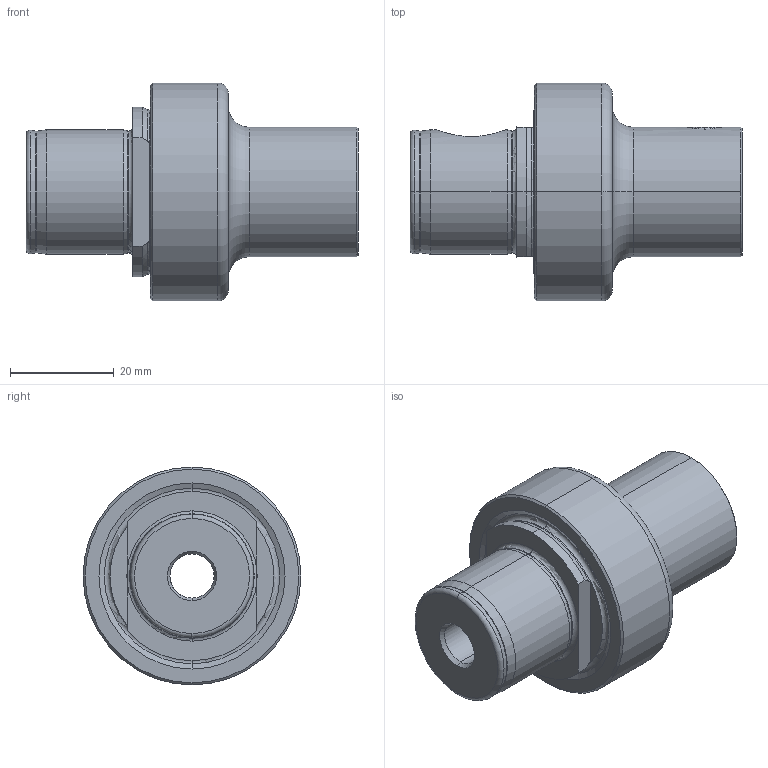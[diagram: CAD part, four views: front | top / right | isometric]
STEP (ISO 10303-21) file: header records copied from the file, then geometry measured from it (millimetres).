
FILE_DESCRIPTION (( 'STEP AP203' ), '1' );
FILE_NAME ('122.420.251.STEP', '2018-03-13T13:30:00', ( 'SWIAdmin' ), ( 'Hewlett-Packard Company' ), 'SwSTEP 2.0', 'SolidWorks 2017', '' );
FILE_SCHEMA (( 'CONFIG_CONTROL_DESIGN' ));
Length unit declared in the file: millimetre
Products named in the file (3): MB4-MB2.K01.040_C; MB2-ER1.001.008_A; 122.420.251
Assembly tree (2 placements, depth 2):
  122.420.251
    MB4-MB2.K01.040_C
    MB2-ER1.001.008_A
Bounding box: 64 x 42 x 42 mm (x, y, z)
Volume: 38888.5 mm3; surface area: 10531.8 mm2
Topology: 2 solids, 2 shells, 135 faces, 310 edges, 182 vertices
Faces by surface type: cone 43, cylinder 34, plane 34, torus 24
Entity records: 4493 total; most frequent: CARTESIAN_POINT 1115, DIRECTION 699, ORIENTED_EDGE 616, EDGE_CURVE 308, AXIS2_PLACEMENT_3D 293, VERTEX_POINT 182, CIRCLE 153, EDGE_LOOP 146
